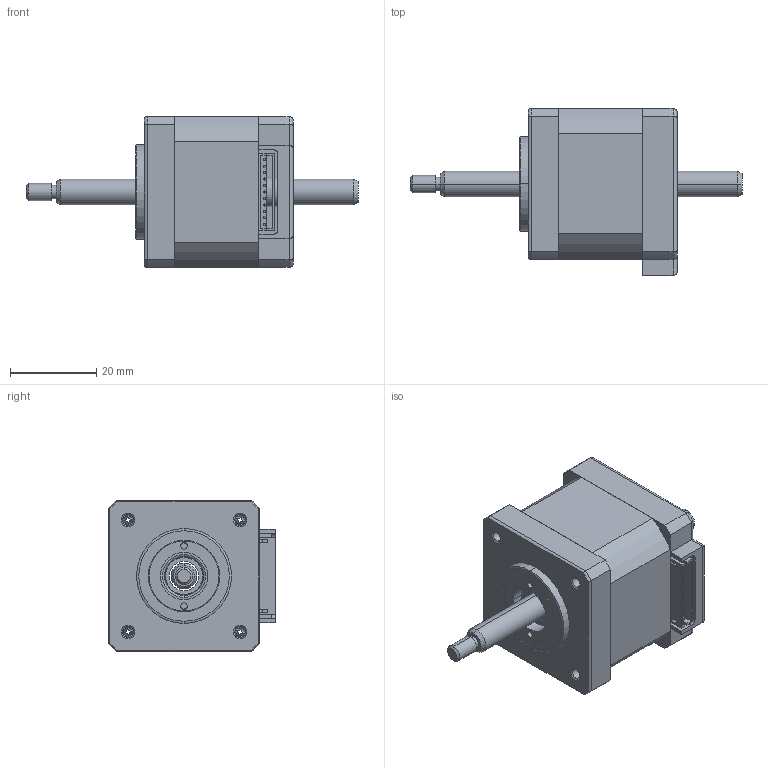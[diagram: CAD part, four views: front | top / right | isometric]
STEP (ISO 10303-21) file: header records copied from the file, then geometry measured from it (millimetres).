
FILE_DESCRIPTION (( 'STEP AP203' ), '1' );
FILE_NAME ('LN143S-E06063-70-S-150.STEP', '2019-04-13T05:40:37', ( 'Sky123.Org' ), ( 'Sky123.Org' ), 'SwSTEP 2.0', 'SolidWorks 2014', '' );
FILE_SCHEMA (( 'CONFIG_CONTROL_DESIGN' ));
Length unit declared in the file: millimetre
Products named in the file (1): LN143S-E06063-70-S-150
Bounding box: 77 x 38.7 x 35 mm (x, y, z)
Surface area: 10706.9 mm2 (no closed solid volume)
Topology: 0 solids, 15 shells, 262 faces, 763 edges, 520 vertices
Faces by surface type: plane 98, cylinder 86, cone 56, torus 14, sphere 8
Entity records: 9164 total; most frequent: CARTESIAN_POINT 2172, DIRECTION 1483, ORIENTED_EDGE 1324, EDGE_CURVE 763, AXIS2_PLACEMENT_3D 569, VERTEX_POINT 520, VECTOR 345, LINE 345
